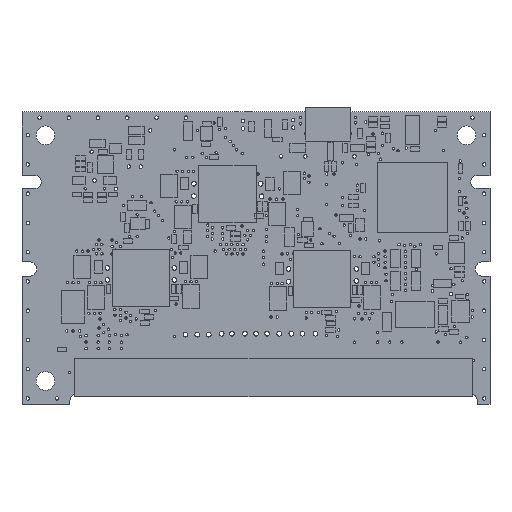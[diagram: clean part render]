
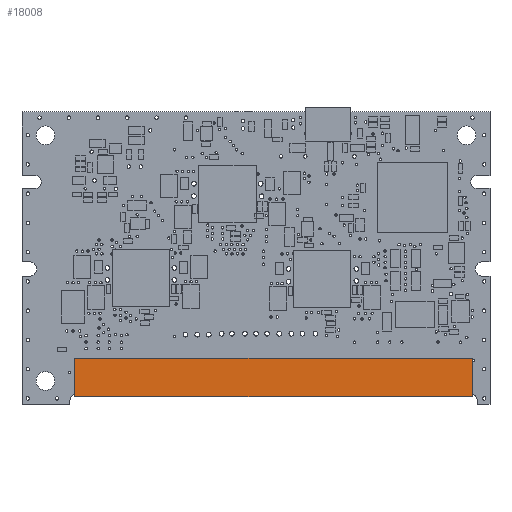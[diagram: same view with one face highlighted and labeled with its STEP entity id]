
A CAD part, top view. The second image highlights one B-rep face of the part: STEP entity #18008.
In plain terms, the highlighted planar face has unit normal (0, 0, 1).
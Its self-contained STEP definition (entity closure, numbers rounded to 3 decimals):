
#2072=PLANE('',#20342);
#2854=FACE_OUTER_BOUND('',#4832,.T.);
#4832=EDGE_LOOP('',(#15814,#15815,#15816,#15817));
#5740=LINE('',#30091,#6716);
#5743=LINE('',#30097,#6719);
#5746=LINE('',#30103,#6722);
#5749=LINE('',#30107,#6725);
#6716=VECTOR('',#25315,10.);
#6719=VECTOR('',#25320,10.);
#6722=VECTOR('',#25325,10.);
#6725=VECTOR('',#25330,10.);
#9424=VERTEX_POINT('',#30088);
#9425=VERTEX_POINT('',#30090);
#9427=VERTEX_POINT('',#30096);
#9429=VERTEX_POINT('',#30102);
#11564=EDGE_CURVE('',#9425,#9424,#5740,.T.);
#11567=EDGE_CURVE('',#9427,#9425,#5743,.T.);
#11570=EDGE_CURVE('',#9429,#9427,#5746,.T.);
#11573=EDGE_CURVE('',#9424,#9429,#5749,.T.);
#15814=ORIENTED_EDGE('',*,*,#11573,.T.);
#15815=ORIENTED_EDGE('',*,*,#11570,.T.);
#15816=ORIENTED_EDGE('',*,*,#11567,.T.);
#15817=ORIENTED_EDGE('',*,*,#11564,.T.);
#18008=ADVANCED_FACE('',(#2854),#2072,.T.);
#20342=AXIS2_PLACEMENT_3D('',#30108,#25331,#25332);
#25315=DIRECTION('',(-1.,0.,0.));
#25320=DIRECTION('',(0.,1.,0.));
#25325=DIRECTION('',(1.,0.,0.));
#25330=DIRECTION('',(0.,-1.,0.));
#25331=DIRECTION('center_axis',(0.,0.,1.));
#25332=DIRECTION('ref_axis',(1.,0.,0.));
#30088=CARTESIAN_POINT('',(-34.,0.595,0.1));
#30090=CARTESIAN_POINT('',(34.,0.595,0.1));
#30091=CARTESIAN_POINT('',(34.,0.595,0.1));
#30096=CARTESIAN_POINT('',(34.,-6.02,0.1));
#30097=CARTESIAN_POINT('',(34.,-6.02,0.1));
#30102=CARTESIAN_POINT('',(-34.,-6.02,0.1));
#30103=CARTESIAN_POINT('',(-34.,-6.02,0.1));
#30107=CARTESIAN_POINT('',(-34.,0.595,0.1));
#30108=CARTESIAN_POINT('Origin',(0.,-2.713,0.1));
